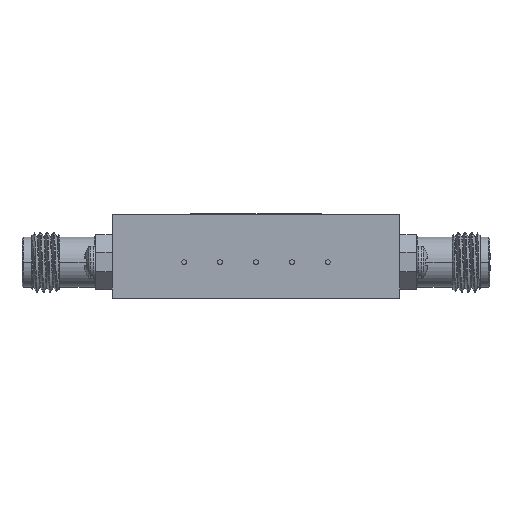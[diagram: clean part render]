
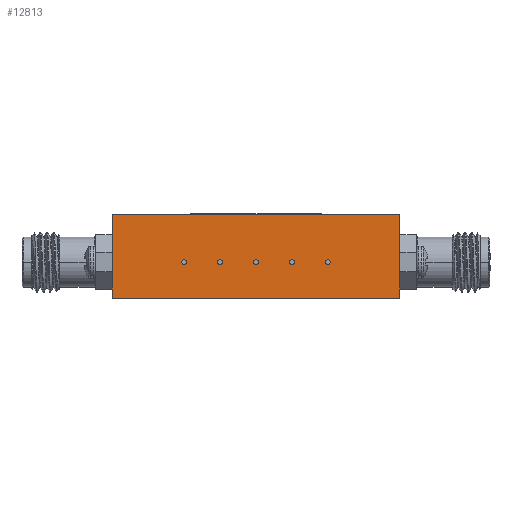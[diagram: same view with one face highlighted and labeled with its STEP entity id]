
A CAD part, front view. The second image highlights one B-rep face of the part: STEP entity #12813.
In plain terms, the highlighted planar face has unit normal (0, -1, 0).
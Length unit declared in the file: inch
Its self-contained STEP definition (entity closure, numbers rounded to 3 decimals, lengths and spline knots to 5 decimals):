
#310 = EDGE_CURVE ( 'NONE', #18637, #4254, #38242, .T. ) ;
#490 = ORIENTED_EDGE ( 'NONE', *, *, #24939, .F. ) ;
#973 = ORIENTED_EDGE ( 'NONE', *, *, #8355, .F. ) ;
#1285 = EDGE_CURVE ( 'NONE', #3007, #38134, #6074, .T. ) ;
#1514 = EDGE_LOOP ( 'NONE', ( #40825, #30736 ) ) ;
#2210 = CARTESIAN_POINT ( 'NONE',  ( 0.3, -0.45, -0.035 ) ) ;
#2244 = CARTESIAN_POINT ( 'NONE',  ( 0.6, -0.45, 0.175 ) ) ;
#2516 = LINE ( 'NONE', #19012, #27126 ) ;
#2554 = CARTESIAN_POINT ( 'NONE',  ( 0.15, -0.45, -0.025 ) ) ;
#2772 = CARTESIAN_POINT ( 'NONE',  ( -0.3, -0.45, -0.035 ) ) ;
#2893 = VERTEX_POINT ( 'NONE', #32187 ) ;
#3007 = VERTEX_POINT ( 'NONE', #16887 ) ;
#3290 = DIRECTION ( 'NONE',  ( 0., -1., 0. ) ) ;
#4254 = VERTEX_POINT ( 'NONE', #2772 ) ;
#4324 = LINE ( 'NONE', #27257, #13696 ) ;
#4747 = EDGE_CURVE ( 'NONE', #38134, #3007, #9788, .T. ) ;
#5030 = DIRECTION ( 'NONE',  ( 0., 1., 0. ) ) ;
#5244 = FACE_BOUND ( 'NONE', #34942, .T. ) ;
#5488 = VERTEX_POINT ( 'NONE', #2210 ) ;
#6074 = CIRCLE ( 'NONE', #39630, 0.01 ) ;
#6113 = AXIS2_PLACEMENT_3D ( 'NONE', #19215, #13010, #16004 ) ;
#6397 = DIRECTION ( 'NONE',  ( 0., 0., -1. ) ) ;
#6629 = EDGE_CURVE ( 'NONE', #27714, #40720, #33817, .T. ) ;
#6845 = VECTOR ( 'NONE', #6397, 39.37008 ) ;
#6929 = DIRECTION ( 'NONE',  ( 0., 0., 1. ) ) ;
#7729 = LINE ( 'NONE', #21421, #37237 ) ;
#7861 = VERTEX_POINT ( 'NONE', #24328 ) ;
#8158 = DIRECTION ( 'NONE',  ( 0., 0., -1. ) ) ;
#8218 = ORIENTED_EDGE ( 'NONE', *, *, #6629, .F. ) ;
#8355 = EDGE_CURVE ( 'NONE', #39054, #5488, #29584, .T. ) ;
#8977 = LINE ( 'NONE', #38363, #6845 ) ;
#9046 = CARTESIAN_POINT ( 'NONE',  ( 0.15, -0.45, -0.015 ) ) ;
#9454 = AXIS2_PLACEMENT_3D ( 'NONE', #2554, #28279, #12221 ) ;
#9472 = AXIS2_PLACEMENT_3D ( 'NONE', #41171, #11769, #28476 ) ;
#9599 = DIRECTION ( 'NONE',  ( 0., 0., 1. ) ) ;
#9788 = CIRCLE ( 'NONE', #38566, 0.01 ) ;
#11676 = PLANE ( 'NONE',  #31297 ) ;
#11769 = DIRECTION ( 'NONE',  ( 0., -1., 0. ) ) ;
#11890 = DIRECTION ( 'NONE',  ( 1., 0., 0. ) ) ;
#12221 = DIRECTION ( 'NONE',  ( 0., 0., 1. ) ) ;
#12450 = VERTEX_POINT ( 'NONE', #22417 ) ;
#12813 = ADVANCED_FACE ( 'NONE', ( #37836, #35251, #5244, #34832, #18096, #28801 ), #11676, .F. ) ;
#13010 = DIRECTION ( 'NONE',  ( 0., -1., 0. ) ) ;
#13696 = VECTOR ( 'NONE', #20402, 39.37008 ) ;
#14305 = CIRCLE ( 'NONE', #6113, 0.01 ) ;
#14991 = CIRCLE ( 'NONE', #38957, 0.01 ) ;
#15277 = ORIENTED_EDGE ( 'NONE', *, *, #17876, .T. ) ;
#15545 = EDGE_LOOP ( 'NONE', ( #19539, #28590 ) ) ;
#16004 = DIRECTION ( 'NONE',  ( 0., 0., 1. ) ) ;
#16159 = CARTESIAN_POINT ( 'NONE',  ( 0.3, -0.45, -0.015 ) ) ;
#16678 = CARTESIAN_POINT ( 'NONE',  ( 0., -0.45, -0.015 ) ) ;
#16778 = EDGE_CURVE ( 'NONE', #40720, #27714, #38982, .T. ) ;
#16887 = CARTESIAN_POINT ( 'NONE',  ( -0.15, -0.45, -0.015 ) ) ;
#16945 = CARTESIAN_POINT ( 'NONE',  ( 0.3, -0.45, -0.025 ) ) ;
#17789 = EDGE_CURVE ( 'NONE', #35394, #12450, #4324, .T. ) ;
#17876 = EDGE_CURVE ( 'NONE', #2893, #35394, #8977, .T. ) ;
#18096 = FACE_BOUND ( 'NONE', #15545, .T. ) ;
#18337 = ORIENTED_EDGE ( 'NONE', *, *, #17789, .T. ) ;
#18503 = DIRECTION ( 'NONE',  ( 0., 0., 1. ) ) ;
#18637 = VERTEX_POINT ( 'NONE', #21154 ) ;
#19012 = CARTESIAN_POINT ( 'NONE',  ( -0.6, -0.45, 0.175 ) ) ;
#19058 = ORIENTED_EDGE ( 'NONE', *, *, #21266, .F. ) ;
#19215 = CARTESIAN_POINT ( 'NONE',  ( 0.15, -0.45, -0.025 ) ) ;
#19450 = CARTESIAN_POINT ( 'NONE',  ( 0., -0.45, -0.025 ) ) ;
#19539 = ORIENTED_EDGE ( 'NONE', *, *, #23856, .F. ) ;
#19947 = DIRECTION ( 'NONE',  ( 0., -1., 0. ) ) ;
#20400 = DIRECTION ( 'NONE',  ( 0., -1., 0. ) ) ;
#20402 = DIRECTION ( 'NONE',  ( 1., 0., 0. ) ) ;
#20914 = EDGE_LOOP ( 'NONE', ( #18337, #34862, #19058, #15277 ) ) ;
#21154 = CARTESIAN_POINT ( 'NONE',  ( -0.3, -0.45, -0.015 ) ) ;
#21266 = EDGE_CURVE ( 'NONE', #2893, #34591, #2516, .T. ) ;
#21421 = CARTESIAN_POINT ( 'NONE',  ( 0.6, -0.45, 0.175 ) ) ;
#22417 = CARTESIAN_POINT ( 'NONE',  ( 0.6, -0.45, -0.175 ) ) ;
#23605 = AXIS2_PLACEMENT_3D ( 'NONE', #32656, #3290, #6929 ) ;
#23856 = EDGE_CURVE ( 'NONE', #39359, #7861, #32736, .T. ) ;
#23864 = DIRECTION ( 'NONE',  ( 0., 0., 1. ) ) ;
#24029 = DIRECTION ( 'NONE',  ( 0., 0., 1. ) ) ;
#24328 = CARTESIAN_POINT ( 'NONE',  ( 0.15, -0.45, -0.035 ) ) ;
#24939 = EDGE_CURVE ( 'NONE', #5488, #39054, #14991, .T. ) ;
#25193 = EDGE_LOOP ( 'NONE', ( #973, #490 ) ) ;
#26614 = ORIENTED_EDGE ( 'NONE', *, *, #310, .F. ) ;
#26658 = AXIS2_PLACEMENT_3D ( 'NONE', #19450, #31687, #9599 ) ;
#27126 = VECTOR ( 'NONE', #34911, 39.37008 ) ;
#27257 = CARTESIAN_POINT ( 'NONE',  ( -0.6, -0.45, -0.175 ) ) ;
#27714 = VERTEX_POINT ( 'NONE', #16678 ) ;
#27930 = EDGE_LOOP ( 'NONE', ( #8218, #34430 ) ) ;
#27939 = DIRECTION ( 'NONE',  ( 0., -1., 0. ) ) ;
#28279 = DIRECTION ( 'NONE',  ( 0., -1., 0. ) ) ;
#28476 = DIRECTION ( 'NONE',  ( 0., 0., 1. ) ) ;
#28533 = EDGE_CURVE ( 'NONE', #7861, #39359, #14305, .T. ) ;
#28590 = ORIENTED_EDGE ( 'NONE', *, *, #28533, .F. ) ;
#28801 = FACE_BOUND ( 'NONE', #25193, .T. ) ;
#29584 = CIRCLE ( 'NONE', #31632, 0.01 ) ;
#29882 = CARTESIAN_POINT ( 'NONE',  ( 0.3, -0.45, -0.025 ) ) ;
#30061 = DIRECTION ( 'NONE',  ( 0., 0., 1. ) ) ;
#30736 = ORIENTED_EDGE ( 'NONE', *, *, #4747, .F. ) ;
#31297 = AXIS2_PLACEMENT_3D ( 'NONE', #41282, #5030, #11890 ) ;
#31632 = AXIS2_PLACEMENT_3D ( 'NONE', #29882, #39969, #23864 ) ;
#31687 = DIRECTION ( 'NONE',  ( 0., -1., 0. ) ) ;
#32187 = CARTESIAN_POINT ( 'NONE',  ( -0.6, -0.45, 0.175 ) ) ;
#32656 = CARTESIAN_POINT ( 'NONE',  ( -0.3, -0.45, -0.025 ) ) ;
#32736 = CIRCLE ( 'NONE', #9454, 0.01 ) ;
#33281 = CARTESIAN_POINT ( 'NONE',  ( -0.15, -0.45, -0.025 ) ) ;
#33817 = CIRCLE ( 'NONE', #39117, 0.01 ) ;
#34384 = CARTESIAN_POINT ( 'NONE',  ( -0.15, -0.45, -0.035 ) ) ;
#34430 = ORIENTED_EDGE ( 'NONE', *, *, #16778, .F. ) ;
#34530 = CARTESIAN_POINT ( 'NONE',  ( 0., -0.45, -0.035 ) ) ;
#34591 = VERTEX_POINT ( 'NONE', #2244 ) ;
#34717 = CARTESIAN_POINT ( 'NONE',  ( -0.6, -0.45, -0.175 ) ) ;
#34832 = FACE_BOUND ( 'NONE', #27930, .T. ) ;
#34862 = ORIENTED_EDGE ( 'NONE', *, *, #39595, .F. ) ;
#34911 = DIRECTION ( 'NONE',  ( 1., 0., 0. ) ) ;
#34942 = EDGE_LOOP ( 'NONE', ( #26614, #35702 ) ) ;
#35251 = FACE_BOUND ( 'NONE', #1514, .T. ) ;
#35394 = VERTEX_POINT ( 'NONE', #34717 ) ;
#35702 = ORIENTED_EDGE ( 'NONE', *, *, #36397, .F. ) ;
#36397 = EDGE_CURVE ( 'NONE', #4254, #18637, #40739, .T. ) ;
#37237 = VECTOR ( 'NONE', #8158, 39.37008 ) ;
#37836 = FACE_OUTER_BOUND ( 'NONE', #20914, .T. ) ;
#38134 = VERTEX_POINT ( 'NONE', #34384 ) ;
#38242 = CIRCLE ( 'NONE', #9472, 0.01 ) ;
#38363 = CARTESIAN_POINT ( 'NONE',  ( -0.6, -0.45, 0.175 ) ) ;
#38566 = AXIS2_PLACEMENT_3D ( 'NONE', #41267, #27939, #18503 ) ;
#38957 = AXIS2_PLACEMENT_3D ( 'NONE', #16945, #19947, #39063 ) ;
#38982 = CIRCLE ( 'NONE', #26658, 0.01 ) ;
#39054 = VERTEX_POINT ( 'NONE', #16159 ) ;
#39063 = DIRECTION ( 'NONE',  ( 0., 0., 1. ) ) ;
#39117 = AXIS2_PLACEMENT_3D ( 'NONE', #41002, #20400, #24029 ) ;
#39359 = VERTEX_POINT ( 'NONE', #9046 ) ;
#39595 = EDGE_CURVE ( 'NONE', #34591, #12450, #7729, .T. ) ;
#39630 = AXIS2_PLACEMENT_3D ( 'NONE', #33281, #40566, #30061 ) ;
#39969 = DIRECTION ( 'NONE',  ( 0., -1., 0. ) ) ;
#40566 = DIRECTION ( 'NONE',  ( 0., -1., 0. ) ) ;
#40720 = VERTEX_POINT ( 'NONE', #34530 ) ;
#40739 = CIRCLE ( 'NONE', #23605, 0.01 ) ;
#40825 = ORIENTED_EDGE ( 'NONE', *, *, #1285, .F. ) ;
#41002 = CARTESIAN_POINT ( 'NONE',  ( 0., -0.45, -0.025 ) ) ;
#41171 = CARTESIAN_POINT ( 'NONE',  ( -0.3, -0.45, -0.025 ) ) ;
#41267 = CARTESIAN_POINT ( 'NONE',  ( -0.15, -0.45, -0.025 ) ) ;
#41282 = CARTESIAN_POINT ( 'NONE',  ( -0.6, -0.45, 0.175 ) ) ;
